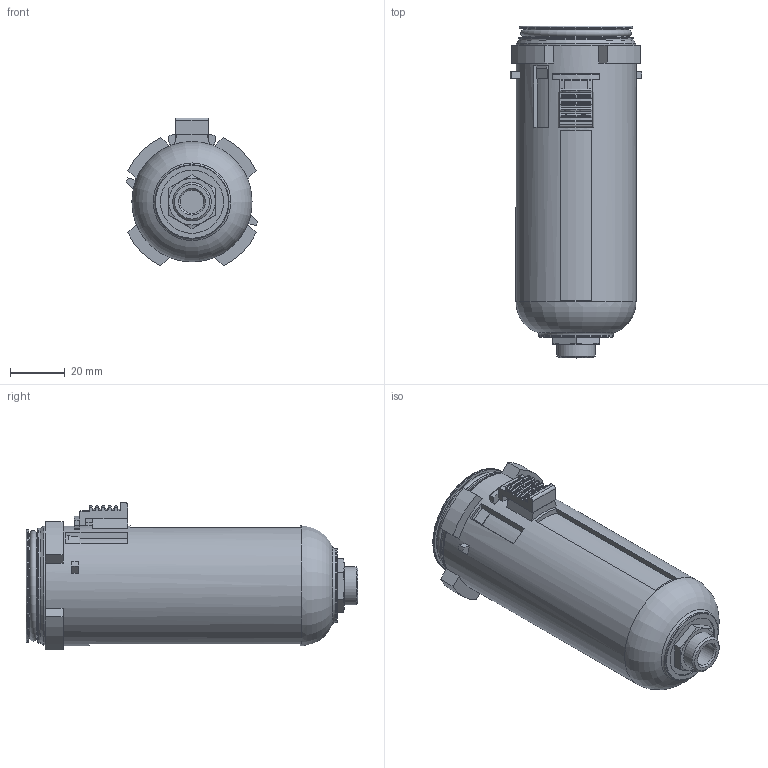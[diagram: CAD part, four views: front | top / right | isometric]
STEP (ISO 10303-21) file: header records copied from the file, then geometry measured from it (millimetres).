
FILE_DESCRIPTION(/* description */ ('STEP AP214'),/* implementation_level */ '2;1');
FILE_NAME(/* name */ '028073',/* time_stamp */ '2026-03-18T12:12:28+01:00',/* author */ ('License CC BY-ND 4.0'),/* organization */ ('CADENAS'),/* preprocessor_version */ 'ST-DEVELOPER v20',/* originating_system */ 'PARTsolutions',/* authorisation */ ' ');
FILE_SCHEMA (('AUTOMOTIVE_DESIGN {1 0 10303 214 3 1 1}'));
Length unit declared in the file: millimetre
Products named in the file (4): 028073; 028073_G; 028073_RE; 028073_A
Assembly tree (3 placements, depth 2):
  028073
    028073_G
    028073_RE
    028073_A
Bounding box: 47.99 x 121 x 53.88 mm (x, y, z)
Volume: 165983.1 mm3; surface area: 22729.1 mm2
Topology: 3 solids, 3 shells, 189 faces, 486 edges, 316 vertices
Faces by surface type: plane 104, cylinder 39, torus 35, cone 11
Full cylindrical faces by diameter (mm): 8.566 x1, 14 x3, 23 x1, 27 x1, 41.3 x1, 41.8 x1, 43.399 x1, 43.8 x1
Entity records: 5747 total; most frequent: CARTESIAN_POINT 1155, DIRECTION 928, ORIENTED_EDGE 916, EDGE_CURVE 458, AXIS2_PLACEMENT_3D 341, VERTEX_POINT 312, LINE 246, VECTOR 246
